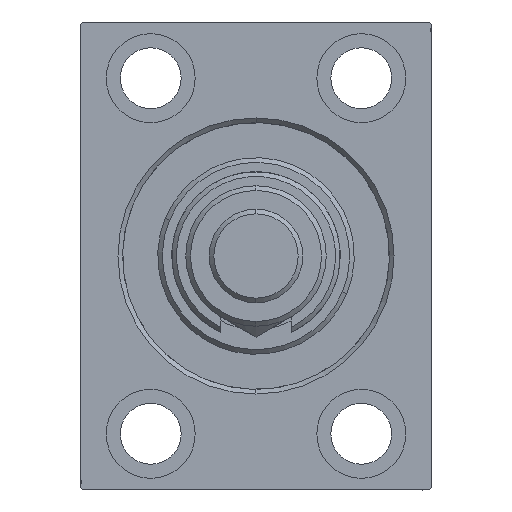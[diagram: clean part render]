
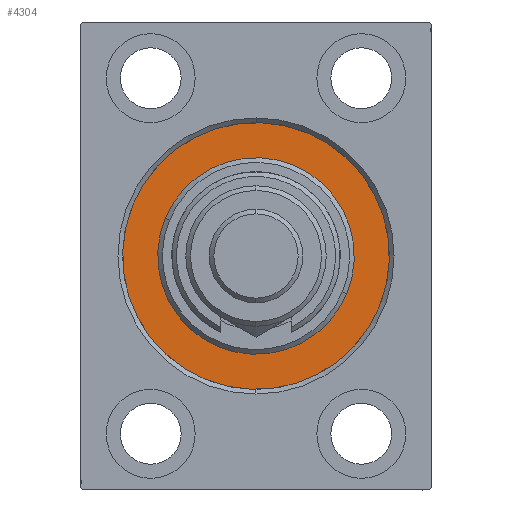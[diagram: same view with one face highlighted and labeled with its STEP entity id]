
A CAD part, left-side view. The second image highlights one B-rep face of the part: STEP entity #4304.
In plain terms, the highlighted face is planar.
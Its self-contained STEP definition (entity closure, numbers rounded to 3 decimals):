
#268 = AXIS2_PLACEMENT_3D ( 'NONE', #6097, #42493, #17355 ) ;
#389 = VERTEX_POINT ( 'NONE', #21246 ) ;
#2027 = FACE_BOUND ( 'NONE', #11088, .T. ) ;
#3698 = DIRECTION ( 'NONE',  ( 0., 0., 1. ) ) ;
#4304 = ADVANCED_FACE ( 'NONE', ( #2027, #9667 ), #38658, .F. ) ;
#4362 = CIRCLE ( 'NONE', #44123, 21. ) ;
#5595 = EDGE_CURVE ( 'NONE', #18353, #31025, #23235, .T. ) ;
#6097 = CARTESIAN_POINT ( 'NONE',  ( 0., 0., 0. ) ) ;
#7173 = DIRECTION ( 'NONE',  ( 1., 0., 0. ) ) ;
#8446 = EDGE_LOOP ( 'NONE', ( #46222, #42194 ) ) ;
#8721 = AXIS2_PLACEMENT_3D ( 'NONE', #26387, #23252, #37397 ) ;
#8752 = CIRCLE ( 'NONE', #33994, 28.5 ) ;
#9567 = CARTESIAN_POINT ( 'NONE',  ( 0., 0., -28.5 ) ) ;
#9667 = FACE_OUTER_BOUND ( 'NONE', #8446, .T. ) ;
#10531 = DIRECTION ( 'NONE',  ( 0., 0., -1. ) ) ;
#10812 = EDGE_CURVE ( 'NONE', #389, #37124, #32427, .T. ) ;
#11088 = EDGE_LOOP ( 'NONE', ( #28149, #26535 ) ) ;
#11269 = EDGE_CURVE ( 'NONE', #31025, #18353, #8752, .T. ) ;
#14030 = AXIS2_PLACEMENT_3D ( 'NONE', #41509, #19026, #26681 ) ;
#17355 = DIRECTION ( 'NONE',  ( 0., 0., 1. ) ) ;
#18353 = VERTEX_POINT ( 'NONE', #9567 ) ;
#19026 = DIRECTION ( 'NONE',  ( -1., 0., 0. ) ) ;
#21246 = CARTESIAN_POINT ( 'NONE',  ( 0., 0., 21. ) ) ;
#21335 = CARTESIAN_POINT ( 'NONE',  ( 0., 0., 0. ) ) ;
#21898 = CARTESIAN_POINT ( 'NONE',  ( 0., 0., 28.5 ) ) ;
#22385 = CARTESIAN_POINT ( 'NONE',  ( 0., 0., 0. ) ) ;
#23235 = CIRCLE ( 'NONE', #14030, 28.5 ) ;
#23252 = DIRECTION ( 'NONE',  ( 1., 0., 0. ) ) ;
#26387 = CARTESIAN_POINT ( 'NONE',  ( 0., 0., 0. ) ) ;
#26535 = ORIENTED_EDGE ( 'NONE', *, *, #46630, .F. ) ;
#26681 = DIRECTION ( 'NONE',  ( 0., 0., 1. ) ) ;
#28149 = ORIENTED_EDGE ( 'NONE', *, *, #10812, .F. ) ;
#29619 = CARTESIAN_POINT ( 'NONE',  ( 0., 0., -21. ) ) ;
#31025 = VERTEX_POINT ( 'NONE', #21898 ) ;
#32427 = CIRCLE ( 'NONE', #8721, 21. ) ;
#33153 = DIRECTION ( 'NONE',  ( -1., 0., 0. ) ) ;
#33994 = AXIS2_PLACEMENT_3D ( 'NONE', #22385, #33153, #3698 ) ;
#37124 = VERTEX_POINT ( 'NONE', #29619 ) ;
#37397 = DIRECTION ( 'NONE',  ( 0., 0., -1. ) ) ;
#38658 = PLANE ( 'NONE',  #268 ) ;
#41509 = CARTESIAN_POINT ( 'NONE',  ( 0., 0., 0. ) ) ;
#42194 = ORIENTED_EDGE ( 'NONE', *, *, #11269, .F. ) ;
#42493 = DIRECTION ( 'NONE',  ( -1., 0., 0. ) ) ;
#44123 = AXIS2_PLACEMENT_3D ( 'NONE', #21335, #7173, #10531 ) ;
#46222 = ORIENTED_EDGE ( 'NONE', *, *, #5595, .F. ) ;
#46630 = EDGE_CURVE ( 'NONE', #37124, #389, #4362, .T. ) ;
